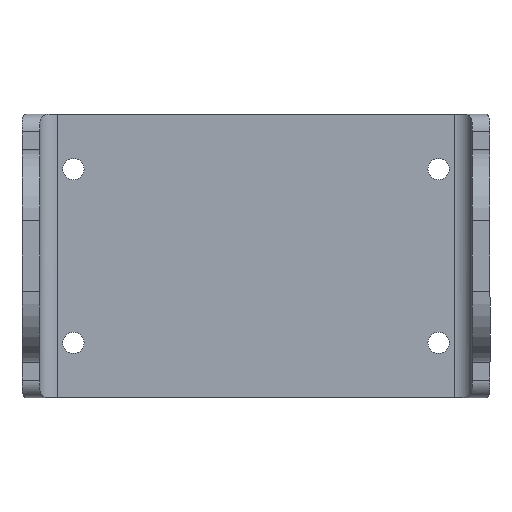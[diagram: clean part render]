
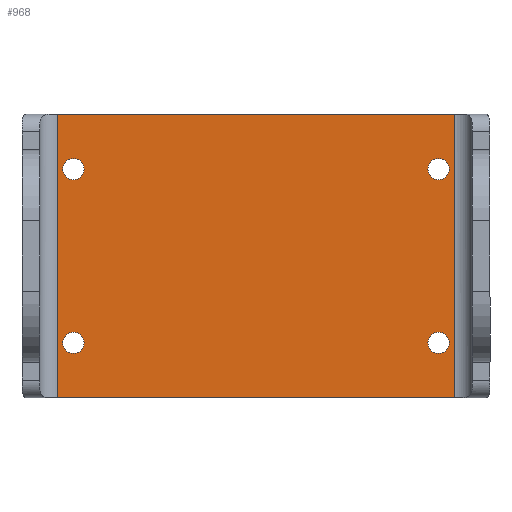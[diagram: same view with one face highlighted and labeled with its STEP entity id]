
A CAD part, front view. The second image highlights one B-rep face of the part: STEP entity #968.
In plain terms, the highlighted planar face has unit normal (0, -1, 0).
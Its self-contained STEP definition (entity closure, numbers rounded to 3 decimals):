
#47=FACE_BOUND('',#217,.T.);
#48=FACE_BOUND('',#218,.T.);
#49=FACE_BOUND('',#219,.T.);
#50=FACE_BOUND('',#220,.T.);
#72=PLANE('',#1082);
#132=FACE_OUTER_BOUND('',#216,.T.);
#216=EDGE_LOOP('',(#879,#880,#881,#882));
#217=EDGE_LOOP('',(#883));
#218=EDGE_LOOP('',(#884));
#219=EDGE_LOOP('',(#885));
#220=EDGE_LOOP('',(#886));
#240=LINE('',#1487,#314);
#286=LINE('',#1690,#360);
#289=LINE('',#1706,#363);
#290=LINE('',#1708,#364);
#314=VECTOR('',#1194,10.);
#360=VECTOR('',#1312,10.);
#363=VECTOR('',#1333,10.);
#364=VECTOR('',#1336,10.);
#413=CIRCLE('',#1075,3.);
#414=CIRCLE('',#1077,3.);
#415=CIRCLE('',#1079,3.);
#416=CIRCLE('',#1081,3.);
#445=VERTEX_POINT('',#1445);
#451=VERTEX_POINT('',#1486);
#457=VERTEX_POINT('',#1525);
#465=VERTEX_POINT('',#1573);
#493=VERTEX_POINT('',#1710);
#494=VERTEX_POINT('',#1714);
#495=VERTEX_POINT('',#1718);
#496=VERTEX_POINT('',#1722);
#546=EDGE_CURVE('',#451,#445,#240,.T.);
#610=EDGE_CURVE('',#445,#457,#286,.F.);
#617=EDGE_CURVE('',#457,#465,#289,.T.);
#618=EDGE_CURVE('',#465,#451,#290,.F.);
#620=EDGE_CURVE('',#493,#493,#413,.T.);
#622=EDGE_CURVE('',#494,#494,#414,.T.);
#624=EDGE_CURVE('',#495,#495,#415,.T.);
#626=EDGE_CURVE('',#496,#496,#416,.T.);
#879=ORIENTED_EDGE('',*,*,#546,.T.);
#880=ORIENTED_EDGE('',*,*,#610,.T.);
#881=ORIENTED_EDGE('',*,*,#617,.T.);
#882=ORIENTED_EDGE('',*,*,#618,.T.);
#883=ORIENTED_EDGE('',*,*,#626,.T.);
#884=ORIENTED_EDGE('',*,*,#624,.T.);
#885=ORIENTED_EDGE('',*,*,#622,.T.);
#886=ORIENTED_EDGE('',*,*,#620,.T.);
#968=ADVANCED_FACE('',(#132,#47,#48,#49,#50),#72,.T.);
#1075=AXIS2_PLACEMENT_3D('',#1712,#1340,#1341);
#1077=AXIS2_PLACEMENT_3D('',#1716,#1345,#1346);
#1079=AXIS2_PLACEMENT_3D('',#1720,#1350,#1351);
#1081=AXIS2_PLACEMENT_3D('',#1724,#1355,#1356);
#1082=AXIS2_PLACEMENT_3D('',#1725,#1357,#1358);
#1194=DIRECTION('',(0.,0.,1.));
#1312=DIRECTION('',(1.,0.,0.));
#1333=DIRECTION('',(0.,0.,-1.));
#1336=DIRECTION('',(-1.,0.,0.));
#1340=DIRECTION('center_axis',(0.,1.,0.));
#1341=DIRECTION('ref_axis',(-1.,0.,0.));
#1345=DIRECTION('center_axis',(0.,1.,0.));
#1346=DIRECTION('ref_axis',(-1.,0.,0.));
#1350=DIRECTION('center_axis',(0.,1.,0.));
#1351=DIRECTION('ref_axis',(-1.,0.,0.));
#1355=DIRECTION('center_axis',(0.,1.,0.));
#1356=DIRECTION('ref_axis',(-1.,0.,0.));
#1357=DIRECTION('center_axis',(0.,-1.,0.));
#1358=DIRECTION('ref_axis',(0.,0.,-1.));
#1445=CARTESIAN_POINT('',(56.,70.,188.));
#1486=CARTESIAN_POINT('',(56.,70.,108.));
#1487=CARTESIAN_POINT('',(56.,70.,140.5));
#1525=CARTESIAN_POINT('',(-56.,70.,188.));
#1573=CARTESIAN_POINT('',(-56.,70.,108.));
#1690=CARTESIAN_POINT('',(2.5,70.,188.));
#1706=CARTESIAN_POINT('',(-56.,70.,180.5));
#1708=CARTESIAN_POINT('',(-65.,70.,108.));
#1710=CARTESIAN_POINT('',(-48.5,70.,172.5));
#1712=CARTESIAN_POINT('Origin',(-51.5,70.,172.5));
#1714=CARTESIAN_POINT('',(54.5,70.,123.5));
#1716=CARTESIAN_POINT('Origin',(51.5,70.,123.5));
#1718=CARTESIAN_POINT('',(-48.5,70.,123.5));
#1720=CARTESIAN_POINT('Origin',(-51.5,70.,123.5));
#1722=CARTESIAN_POINT('',(54.5,70.,172.5));
#1724=CARTESIAN_POINT('Origin',(51.5,70.,172.5));
#1725=CARTESIAN_POINT('Origin',(-62.5,70.,173.));
